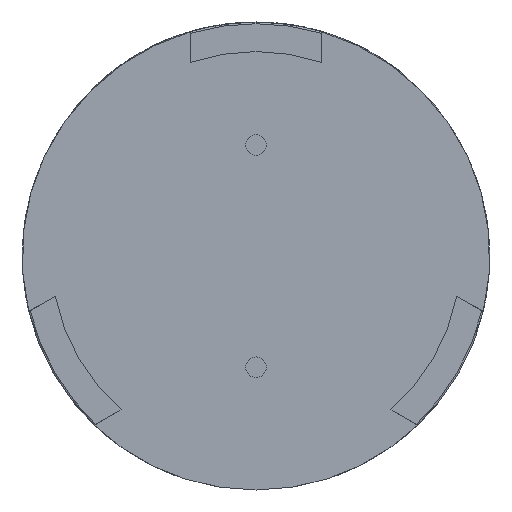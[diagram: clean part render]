
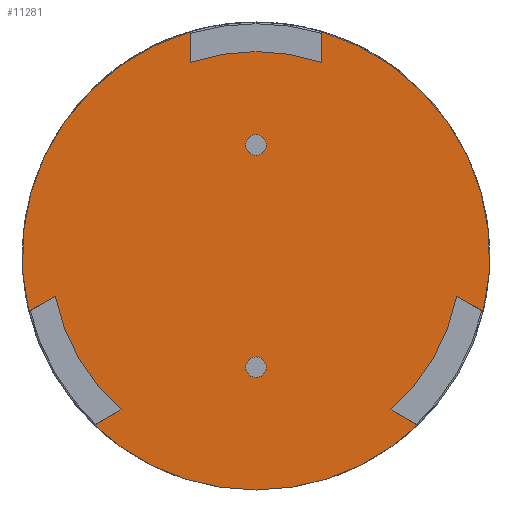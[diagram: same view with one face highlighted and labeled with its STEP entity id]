
A CAD part, front view. The second image highlights one B-rep face of the part: STEP entity #11281.
In plain terms, the highlighted planar face has unit normal (0, -1, 0).
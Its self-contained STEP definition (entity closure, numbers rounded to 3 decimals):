
#51 = EDGE_CURVE ( 'NONE', #3891, #8762, #7199, .T. ) ;
#122 = DIRECTION ( 'NONE',  ( 0., 0., -1. ) ) ;
#169 = DIRECTION ( 'NONE',  ( 0., 0., -1. ) ) ;
#356 = ORIENTED_EDGE ( 'NONE', *, *, #12319, .F. ) ;
#441 = CARTESIAN_POINT ( 'NONE',  ( 2.247, 0.5, 7.678 ) ) ;
#464 = ORIENTED_EDGE ( 'NONE', *, *, #8642, .T. ) ;
#536 = DIRECTION ( 'NONE',  ( -0.866, 0., -0.5 ) ) ;
#552 = DIRECTION ( 'NONE',  ( 0., 0., -1. ) ) ;
#946 = VERTEX_POINT ( 'NONE', #3387 ) ;
#1072 = VERTEX_POINT ( 'NONE', #7727 ) ;
#1149 = EDGE_CURVE ( 'NONE', #946, #8762, #9038, .T. ) ;
#1169 = VERTEX_POINT ( 'NONE', #441 ) ;
#1261 = EDGE_LOOP ( 'NONE', ( #5928, #1473, #8452, #356, #5371, #2105, #8387, #11875, #7912, #464, #10666, #12407, #11830 ) ) ;
#1265 = AXIS2_PLACEMENT_3D ( 'NONE', #12111, #11153, #12195 ) ;
#1473 = ORIENTED_EDGE ( 'NONE', *, *, #6124, .T. ) ;
#1775 = CARTESIAN_POINT ( 'NONE',  ( -2.247, 0.5, 6.63 ) ) ;
#1788 = CARTESIAN_POINT ( 'NONE',  ( 0., 0.5, 0. ) ) ;
#1899 = CIRCLE ( 'NONE', #10963, 7. ) ;
#1927 = VERTEX_POINT ( 'NONE', #7811 ) ;
#2105 = ORIENTED_EDGE ( 'NONE', *, *, #3020, .T. ) ;
#2634 = CARTESIAN_POINT ( 'NONE',  ( 5.526, 0.5, -5.785 ) ) ;
#2675 = LINE ( 'NONE', #9514, #8258 ) ;
#2789 = DIRECTION ( 'NONE',  ( 0., 0., -1. ) ) ;
#2801 = CIRCLE ( 'NONE', #6844, 8. ) ;
#3020 = EDGE_CURVE ( 'NONE', #11483, #1072, #2675, .T. ) ;
#3194 = PLANE ( 'NONE',  #6448 ) ;
#3387 = CARTESIAN_POINT ( 'NONE',  ( -2.247, 0.5, 6.63 ) ) ;
#3451 = DIRECTION ( 'NONE',  ( 0., -1., 0. ) ) ;
#3515 = AXIS2_PLACEMENT_3D ( 'NONE', #11972, #6056, #122 ) ;
#3891 = VERTEX_POINT ( 'NONE', #7118 ) ;
#3978 = DIRECTION ( 'NONE',  ( 0.866, 0., -0.5 ) ) ;
#4030 = VERTEX_POINT ( 'NONE', #10024 ) ;
#4058 = CARTESIAN_POINT ( 'NONE',  ( 7.773, 0.5, -1.893 ) ) ;
#4511 = VERTEX_POINT ( 'NONE', #7975 ) ;
#4664 = CIRCLE ( 'NONE', #9516, 8. ) ;
#5038 = CARTESIAN_POINT ( 'NONE',  ( 0., 0.5, 0. ) ) ;
#5281 = DIRECTION ( 'NONE',  ( 0., -1., 0. ) ) ;
#5322 = LINE ( 'NONE', #8591, #7342 ) ;
#5371 = ORIENTED_EDGE ( 'NONE', *, *, #8783, .F. ) ;
#5513 = VERTEX_POINT ( 'NONE', #12589 ) ;
#5662 = VERTEX_POINT ( 'NONE', #6753 ) ;
#5770 = LINE ( 'NONE', #9898, #11000 ) ;
#5827 = EDGE_CURVE ( 'NONE', #5662, #946, #6380, .T. ) ;
#5845 = VERTEX_POINT ( 'NONE', #4058 ) ;
#5920 = VERTEX_POINT ( 'NONE', #6273 ) ;
#5928 = ORIENTED_EDGE ( 'NONE', *, *, #11585, .T. ) ;
#6000 = EDGE_CURVE ( 'NONE', #1169, #5845, #2801, .T. ) ;
#6034 = DIRECTION ( 'NONE',  ( 0., 0., -1. ) ) ;
#6056 = DIRECTION ( 'NONE',  ( 0., -1., 0. ) ) ;
#6111 = DIRECTION ( 'NONE',  ( 0., 1., 0. ) ) ;
#6124 = EDGE_CURVE ( 'NONE', #4030, #4511, #10996, .T. ) ;
#6273 = CARTESIAN_POINT ( 'NONE',  ( -5.526, 0.5, -5.785 ) ) ;
#6380 = CIRCLE ( 'NONE', #3515, 7. ) ;
#6448 = AXIS2_PLACEMENT_3D ( 'NONE', #11193, #5281, #12184 ) ;
#6488 = DIRECTION ( 'NONE',  ( 0., 1., 0. ) ) ;
#6715 = VECTOR ( 'NONE', #10281, 1000. ) ;
#6753 = CARTESIAN_POINT ( 'NONE',  ( 2.247, 0.5, 6.63 ) ) ;
#6844 = AXIS2_PLACEMENT_3D ( 'NONE', #12397, #6488, #552 ) ;
#6847 = LINE ( 'NONE', #10834, #11784 ) ;
#7118 = CARTESIAN_POINT ( 'NONE',  ( -7.773, 0.5, -1.893 ) ) ;
#7199 = CIRCLE ( 'NONE', #1265, 8. ) ;
#7342 = VECTOR ( 'NONE', #11562, 1000. ) ;
#7465 = CARTESIAN_POINT ( 'NONE',  ( -4.618, 0.5, -5.26 ) ) ;
#7470 = FACE_OUTER_BOUND ( 'NONE', #1261, .T. ) ;
#7617 = VECTOR ( 'NONE', #536, 1000. ) ;
#7682 = CARTESIAN_POINT ( 'NONE',  ( -2.247, 0.5, 7.678 ) ) ;
#7727 = CARTESIAN_POINT ( 'NONE',  ( 4.618, 0.5, -5.26 ) ) ;
#7750 = EDGE_CURVE ( 'NONE', #1072, #1927, #1899, .T. ) ;
#7811 = CARTESIAN_POINT ( 'NONE',  ( 6.865, 0.5, -1.369 ) ) ;
#7912 = ORIENTED_EDGE ( 'NONE', *, *, #6000, .F. ) ;
#7975 = CARTESIAN_POINT ( 'NONE',  ( -4.618, 0.5, -5.26 ) ) ;
#8258 = VECTOR ( 'NONE', #11368, 1000. ) ;
#8387 = ORIENTED_EDGE ( 'NONE', *, *, #7750, .T. ) ;
#8452 = ORIENTED_EDGE ( 'NONE', *, *, #12149, .T. ) ;
#8591 = CARTESIAN_POINT ( 'NONE',  ( 2.247, 0.5, 6.63 ) ) ;
#8642 = EDGE_CURVE ( 'NONE', #1169, #5662, #5322, .T. ) ;
#8738 = DIRECTION ( 'NONE',  ( 0., -1., 0. ) ) ;
#8762 = VERTEX_POINT ( 'NONE', #7682 ) ;
#8783 = EDGE_CURVE ( 'NONE', #11483, #5513, #11960, .T. ) ;
#9038 = LINE ( 'NONE', #1775, #6715 ) ;
#9387 = CARTESIAN_POINT ( 'NONE',  ( 0., 0.5, 0. ) ) ;
#9514 = CARTESIAN_POINT ( 'NONE',  ( 4.618, 0.5, -5.26 ) ) ;
#9516 = AXIS2_PLACEMENT_3D ( 'NONE', #12020, #6111, #169 ) ;
#9898 = CARTESIAN_POINT ( 'NONE',  ( 6.865, 0.5, -1.369 ) ) ;
#10024 = CARTESIAN_POINT ( 'NONE',  ( -6.865, 0.5, -1.369 ) ) ;
#10138 = AXIS2_PLACEMENT_3D ( 'NONE', #1788, #8738, #2789 ) ;
#10281 = DIRECTION ( 'NONE',  ( 0., 0., 1. ) ) ;
#10354 = DIRECTION ( 'NONE',  ( 0., 0., -1. ) ) ;
#10527 = LINE ( 'NONE', #7465, #7617 ) ;
#10666 = ORIENTED_EDGE ( 'NONE', *, *, #5827, .T. ) ;
#10834 = CARTESIAN_POINT ( 'NONE',  ( -6.865, 0.5, -1.369 ) ) ;
#10963 = AXIS2_PLACEMENT_3D ( 'NONE', #9387, #3451, #10354 ) ;
#10996 = CIRCLE ( 'NONE', #10138, 7. ) ;
#11000 = VECTOR ( 'NONE', #3978, 1000. ) ;
#11030 = EDGE_CURVE ( 'NONE', #1927, #5845, #5770, .T. ) ;
#11153 = DIRECTION ( 'NONE',  ( 0., 1., 0. ) ) ;
#11193 = CARTESIAN_POINT ( 'NONE',  ( 0., 0.5, 0. ) ) ;
#11281 = ADVANCED_FACE ( 'NONE', ( #7470 ), #3194, .T. ) ;
#11368 = DIRECTION ( 'NONE',  ( -0.866, 0., 0.5 ) ) ;
#11483 = VERTEX_POINT ( 'NONE', #2634 ) ;
#11562 = DIRECTION ( 'NONE',  ( 0., 0., -1. ) ) ;
#11585 = EDGE_CURVE ( 'NONE', #3891, #4030, #6847, .T. ) ;
#11784 = VECTOR ( 'NONE', #11845, 1000. ) ;
#11830 = ORIENTED_EDGE ( 'NONE', *, *, #51, .F. ) ;
#11845 = DIRECTION ( 'NONE',  ( 0.866, 0., 0.5 ) ) ;
#11875 = ORIENTED_EDGE ( 'NONE', *, *, #11030, .T. ) ;
#11942 = DIRECTION ( 'NONE',  ( 0., 1., 0. ) ) ;
#11960 = CIRCLE ( 'NONE', #12053, 8. ) ;
#11972 = CARTESIAN_POINT ( 'NONE',  ( 0., 0.5, 0. ) ) ;
#12020 = CARTESIAN_POINT ( 'NONE',  ( 0., 0.5, 0. ) ) ;
#12053 = AXIS2_PLACEMENT_3D ( 'NONE', #5038, #11942, #6034 ) ;
#12111 = CARTESIAN_POINT ( 'NONE',  ( 0., 0.5, 0. ) ) ;
#12149 = EDGE_CURVE ( 'NONE', #4511, #5920, #10527, .T. ) ;
#12184 = DIRECTION ( 'NONE',  ( 0., 0., -1. ) ) ;
#12195 = DIRECTION ( 'NONE',  ( 0., 0., -1. ) ) ;
#12319 = EDGE_CURVE ( 'NONE', #5513, #5920, #4664, .T. ) ;
#12397 = CARTESIAN_POINT ( 'NONE',  ( 0., 0.5, 0. ) ) ;
#12407 = ORIENTED_EDGE ( 'NONE', *, *, #1149, .T. ) ;
#12589 = CARTESIAN_POINT ( 'NONE',  ( 0., 0.5, -8. ) ) ;
